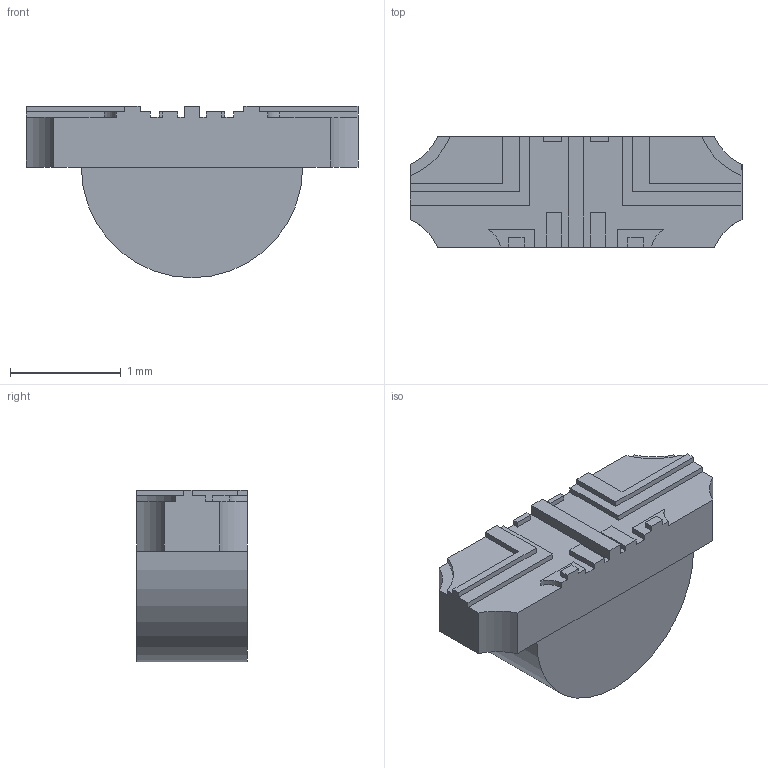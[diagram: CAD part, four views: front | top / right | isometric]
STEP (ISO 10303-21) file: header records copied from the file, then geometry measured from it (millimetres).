
FILE_DESCRIPTION (( 'STEP AP214' ), '1' );
FILE_NAME ('12-23C-R6GHBHC-A01-2C.STEP', '2022-12-21T19:02:45', ( '' ), ( '' ), 'SwSTEP 2.0', 'SolidWorks 2022', '' );
FILE_SCHEMA (( 'AUTOMOTIVE_DESIGN' ));
Length unit declared in the file: millimetre
Products named in the file (1): 12-23C-R6GHBHC-A01-2C
Bounding box: 3 x 1 x 1.55 mm (x, y, z)
Volume: 2.9 mm3; surface area: 14.5 mm2
Topology: 1 solids, 1 shells, 72 faces, 206 edges, 136 vertices
Faces by surface type: plane 63, cylinder 9
Entity records: 2625 total; most frequent: CARTESIAN_POINT 415, ORIENTED_EDGE 412, DIRECTION 370, EDGE_CURVE 206, VECTOR 188, LINE 188, VERTEX_POINT 136, AXIS2_PLACEMENT_3D 91
